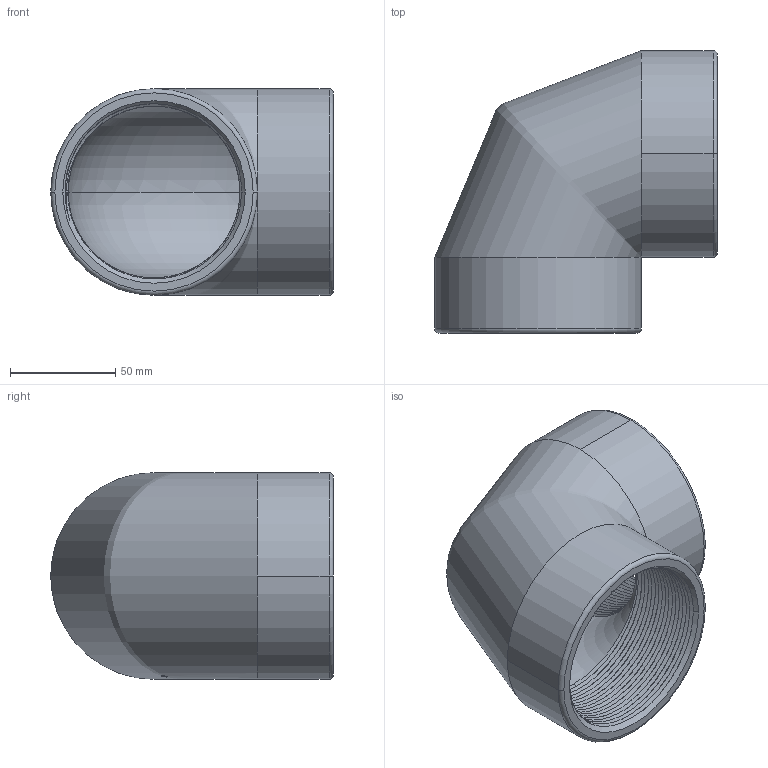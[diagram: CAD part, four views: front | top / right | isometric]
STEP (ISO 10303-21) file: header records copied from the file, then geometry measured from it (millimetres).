
FILE_DESCRIPTION(/* description */ ('Unknown'),/* implementation_level */ '2;1');
FILE_NAME(/* name */ '20200814-R-222-DN80',/* time_stamp */ '2020-08-14T18:09:41+08:00',/* author */ ('Unknown'),/* organization */ ('Unknown'),/* preprocessor_version */ 'ST-DEVELOPER v16.7',/* originating_system */ 'DEX',/* authorisation */ $);
FILE_SCHEMA (('AUTOMOTIVE_DESIGN {1 0 10303 214 3 1 1}'));
Length unit declared in the file: millimetre
Products named in the file (2): DN80
Assembly tree (1 placements, depth 2):
  DN80
    DN80
Bounding box: 134 x 134 x 98 mm (x, y, z)
Volume: 330555.7 mm3; surface area: 101216.1 mm2
Topology: 1 solids, 1 shells, 61 faces, 185 edges, 122 vertices
Faces by surface type: cylinder 40, torus 7, plane 5, cone 5, bspline 4
Entity records: 11095 total; most frequent: CARTESIAN_POINT 9638, ORIENTED_EDGE 366, DIRECTION 230, EDGE_CURVE 183, VERTEX_POINT 122, AXIS2_PLACEMENT_3D 90, EDGE_LOOP 65, FACE_BOUND 65
